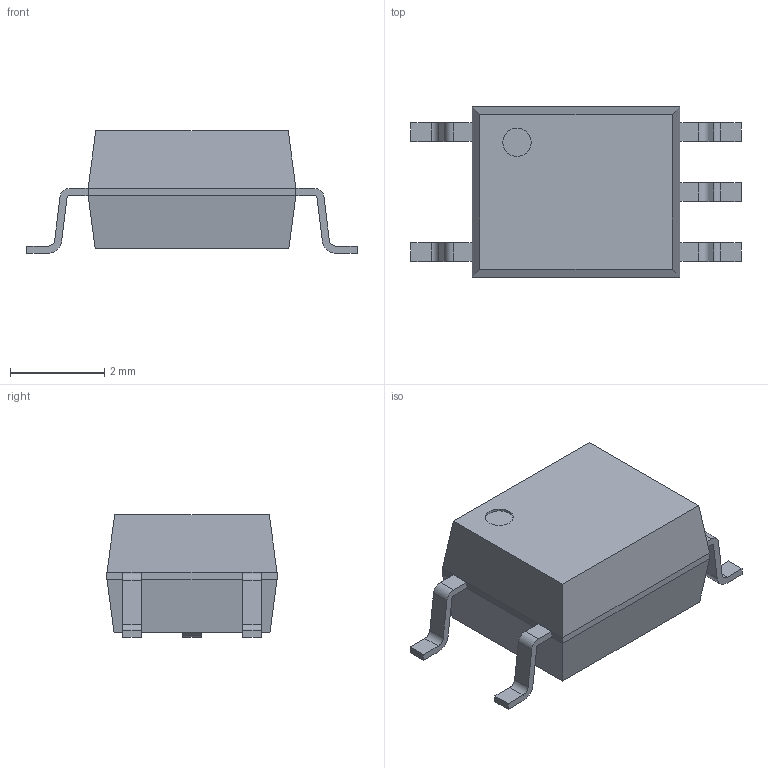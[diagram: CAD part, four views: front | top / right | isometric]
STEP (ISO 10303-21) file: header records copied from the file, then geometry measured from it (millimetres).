
FILE_DESCRIPTION(/* description */ (''),/* implementation_level */ '2;1');
FILE_NAME(/* name */ 'SOIC127P700X260-5_6N.stp',/* time_stamp */ '2016-06-16T16:42:09+02:00',/* author */ ('riccim'),/* organization */ (''),/* preprocessor_version */ 'ST-DEVELOPER v15.5',/* originating_system */ 'AutoCAD Mechanical',/* authorisation */ '');
FILE_SCHEMA (('AUTOMOTIVE_DESIGN { 1 0 10303 214 3 1 1 }'));
Length unit declared in the file: millimetre
Products named in the file (1): Product
Bounding box: 7 x 3.6 x 2.6 mm (x, y, z)
Volume: 37.4 mm3; surface area: 78.9 mm2
Topology: 6 solids, 6 shells, 86 faces, 211 edges, 138 vertices
Faces by surface type: plane 65, cylinder 21
Full cylindrical faces by diameter (mm): 0.6 x1
Entity records: 2542 total; most frequent: CARTESIAN_POINT 435, DIRECTION 426, ORIENTED_EDGE 420, EDGE_CURVE 210, LINE 168, VECTOR 168, VERTEX_POINT 138, AXIS2_PLACEMENT_3D 129
